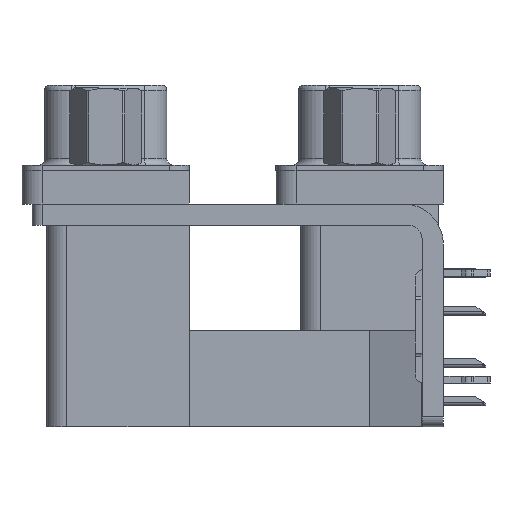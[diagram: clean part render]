
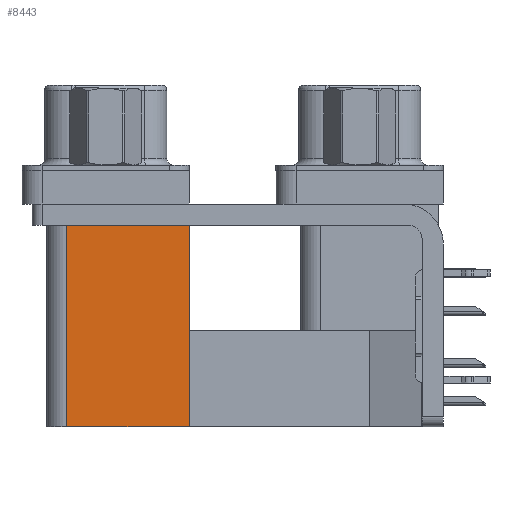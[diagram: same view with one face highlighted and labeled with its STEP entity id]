
A CAD part, left-side view. The second image highlights one B-rep face of the part: STEP entity #8443.
In plain terms, the highlighted planar face has unit normal (-1, 0, 0).
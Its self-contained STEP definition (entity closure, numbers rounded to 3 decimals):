
#467 = EDGE_CURVE ( 'NONE', #23392, #24335, #17664, .T. ) ;
#1030 = VECTOR ( 'NONE', #2254, 1000. ) ;
#1083 = VECTOR ( 'NONE', #27942, 1000. ) ;
#2254 = DIRECTION ( 'NONE',  ( 0., 0., 1. ) ) ;
#4216 = DIRECTION ( 'NONE',  ( 0., 0., 1. ) ) ;
#4896 = CARTESIAN_POINT ( 'NONE',  ( 3.79, 12.775, -2.5 ) ) ;
#7118 = CARTESIAN_POINT ( 'NONE',  ( 3.79, 21.975, -19.2 ) ) ;
#7225 = LINE ( 'NONE', #25700, #13611 ) ;
#7442 = ORIENTED_EDGE ( 'NONE', *, *, #27580, .F. ) ;
#8443 = ADVANCED_FACE ( 'NONE', ( #30265 ), #20300, .F. ) ;
#9113 = ORIENTED_EDGE ( 'NONE', *, *, #13833, .T. ) ;
#9352 = EDGE_CURVE ( 'NONE', #20925, #14260, #7225, .T. ) ;
#9384 = CARTESIAN_POINT ( 'NONE',  ( 3.79, 21.975, -19.2 ) ) ;
#9755 = DIRECTION ( 'NONE',  ( 0., 1., 0. ) ) ;
#13611 = VECTOR ( 'NONE', #9755, 1000. ) ;
#13833 = EDGE_CURVE ( 'NONE', #23392, #20925, #27241, .T. ) ;
#14260 = VERTEX_POINT ( 'NONE', #20735 ) ;
#15592 = VECTOR ( 'NONE', #4216, 1000. ) ;
#17295 = ORIENTED_EDGE ( 'NONE', *, *, #9352, .T. ) ;
#17664 = LINE ( 'NONE', #24463, #1083 ) ;
#17835 = LINE ( 'NONE', #7118, #1030 ) ;
#20300 = PLANE ( 'NONE',  #26043 ) ;
#20735 = CARTESIAN_POINT ( 'NONE',  ( 3.79, 21.975, -2.5 ) ) ;
#20925 = VERTEX_POINT ( 'NONE', #4896 ) ;
#22339 = CARTESIAN_POINT ( 'NONE',  ( 3.79, 12.775, -19.2 ) ) ;
#23392 = VERTEX_POINT ( 'NONE', #31590 ) ;
#24335 = VERTEX_POINT ( 'NONE', #9384 ) ;
#24463 = CARTESIAN_POINT ( 'NONE',  ( 3.79, 12.775, -19.2 ) ) ;
#25700 = CARTESIAN_POINT ( 'NONE',  ( 3.79, 12.775, -2.5 ) ) ;
#25708 = ORIENTED_EDGE ( 'NONE', *, *, #467, .F. ) ;
#26043 = AXIS2_PLACEMENT_3D ( 'NONE', #22339, #32626, #30598 ) ;
#27241 = LINE ( 'NONE', #29441, #15592 ) ;
#27580 = EDGE_CURVE ( 'NONE', #24335, #14260, #17835, .T. ) ;
#27942 = DIRECTION ( 'NONE',  ( 0., 1., 0. ) ) ;
#29441 = CARTESIAN_POINT ( 'NONE',  ( 3.79, 12.775, -19.2 ) ) ;
#30265 = FACE_OUTER_BOUND ( 'NONE', #32817, .T. ) ;
#30598 = DIRECTION ( 'NONE',  ( 0., 0., -1. ) ) ;
#31590 = CARTESIAN_POINT ( 'NONE',  ( 3.79, 12.775, -19.2 ) ) ;
#32626 = DIRECTION ( 'NONE',  ( 1., 0., 0. ) ) ;
#32817 = EDGE_LOOP ( 'NONE', ( #17295, #7442, #25708, #9113 ) ) ;
